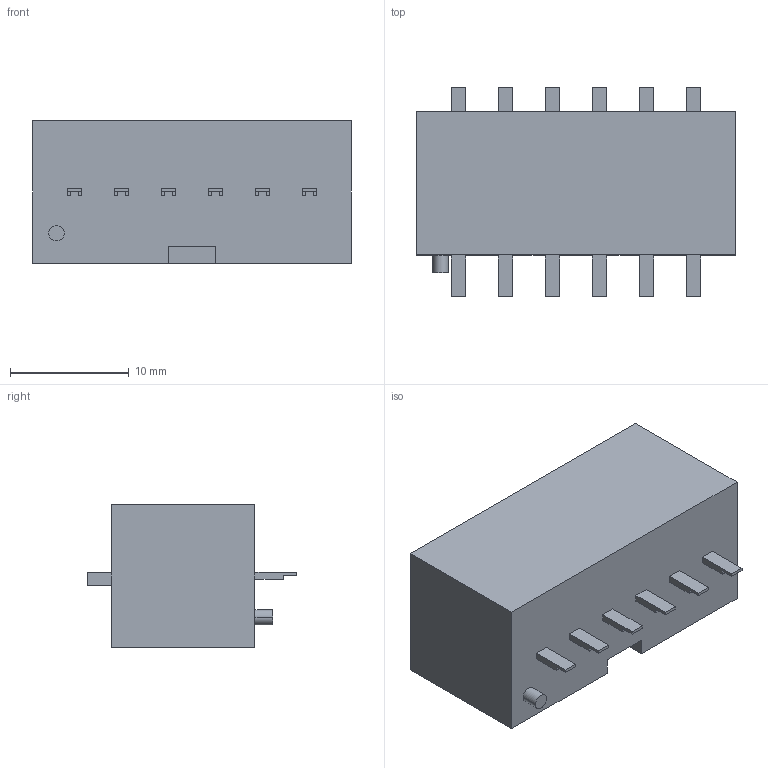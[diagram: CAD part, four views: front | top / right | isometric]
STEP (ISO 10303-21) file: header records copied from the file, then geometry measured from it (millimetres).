
FILE_DESCRIPTION(('STEP AP242'),'1');
FILE_NAME('207479-0006.stp','2021-02-18T11:34:18',('TraceParts'),('TraceParts S.A.'),'Spatial InterOp 3D',' ',' ');
FILE_SCHEMA(('AP242_MANAGED_MODEL_BASED_3D_ENGINEERING_MIM_LF {1 0 10303 442 1 1 4}'));
Length unit declared in the file: millimetre
Products named in the file (1): 207479-0006_1
Bounding box: 26.84 x 17.6 x 12 mm (x, y, z)
Volume: 2239.9 mm3; surface area: 2650.1 mm2
Topology: 1 solids, 1 shells, 153 faces, 426 edges, 304 vertices
Faces by surface type: plane 151, cylinder 2
Entity records: 4834 total; most frequent: CARTESIAN_POINT 855, ORIENTED_EDGE 822, DIRECTION 754, EDGE_CURVE 411, LINE 408, VECTOR 408, VERTEX_POINT 274, AXIS2_PLACEMENT_3D 173
